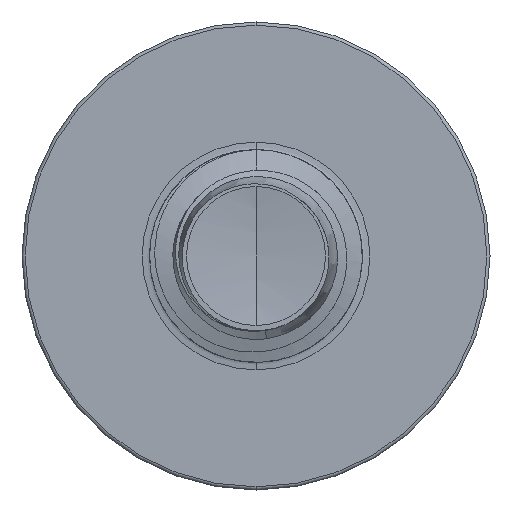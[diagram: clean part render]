
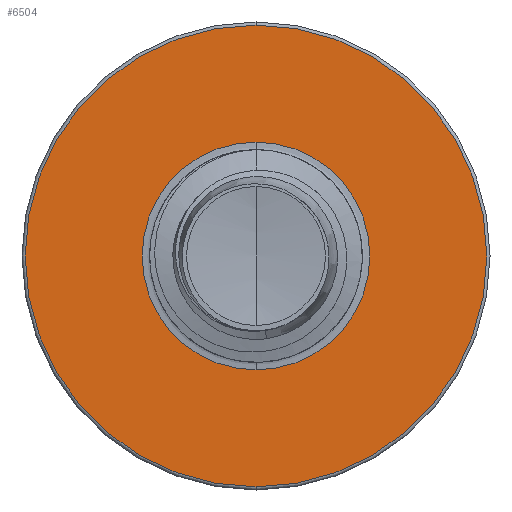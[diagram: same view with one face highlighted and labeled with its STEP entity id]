
A CAD part, front view. The second image highlights one B-rep face of the part: STEP entity #6504.
In plain terms, the highlighted planar face has unit normal (0, -1, 0).
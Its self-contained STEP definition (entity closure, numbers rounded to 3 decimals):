
#401 = AXIS2_PLACEMENT_3D ( 'NONE', #3682, #16945, #5575 ) ;
#1364 = CARTESIAN_POINT ( 'NONE',  ( 0., 11., -2.677 ) ) ;
#1899 = CIRCLE ( 'NONE', #4455, 2.677 ) ;
#2356 = EDGE_CURVE ( 'NONE', #8964, #9276, #2474, .T. ) ;
#2474 = CIRCLE ( 'NONE', #14171, 2.677 ) ;
#2640 = CARTESIAN_POINT ( 'NONE',  ( 0., 11., -5.425 ) ) ;
#2696 = VERTEX_POINT ( 'NONE', #2640 ) ;
#2900 = CIRCLE ( 'NONE', #401, 5.425 ) ;
#3412 = PLANE ( 'NONE',  #3707 ) ;
#3682 = CARTESIAN_POINT ( 'NONE',  ( 0., 11., 0. ) ) ;
#3707 = AXIS2_PLACEMENT_3D ( 'NONE', #12827, #16672, #5294 ) ;
#3764 = FACE_BOUND ( 'NONE', #16411, .T. ) ;
#4308 = DIRECTION ( 'NONE',  ( 0., 1., 0. ) ) ;
#4455 = AXIS2_PLACEMENT_3D ( 'NONE', #15660, #4308, #17587 ) ;
#5294 = DIRECTION ( 'NONE',  ( 0., 0., 1. ) ) ;
#5573 = EDGE_CURVE ( 'NONE', #2696, #13188, #2900, .T. ) ;
#5575 = DIRECTION ( 'NONE',  ( 0., 0., 1. ) ) ;
#5747 = CARTESIAN_POINT ( 'NONE',  ( 0., 11., 0. ) ) ;
#6106 = DIRECTION ( 'NONE',  ( 0., 1., 0. ) ) ;
#6504 = ADVANCED_FACE ( 'NONE', ( #14405, #3764 ), #3412, .F. ) ;
#7648 = DIRECTION ( 'NONE',  ( 0., 0., 1. ) ) ;
#8513 = CARTESIAN_POINT ( 'NONE',  ( 0., 11., 5.425 ) ) ;
#8964 = VERTEX_POINT ( 'NONE', #11873 ) ;
#9144 = ORIENTED_EDGE ( 'NONE', *, *, #5573, .F. ) ;
#9276 = VERTEX_POINT ( 'NONE', #1364 ) ;
#11055 = CIRCLE ( 'NONE', #11242, 5.425 ) ;
#11242 = AXIS2_PLACEMENT_3D ( 'NONE', #5747, #19060, #7648 ) ;
#11873 = CARTESIAN_POINT ( 'NONE',  ( 0., 11., 2.677 ) ) ;
#12827 = CARTESIAN_POINT ( 'NONE',  ( 0., 11., -2.677 ) ) ;
#13028 = ORIENTED_EDGE ( 'NONE', *, *, #23370, .T. ) ;
#13188 = VERTEX_POINT ( 'NONE', #8513 ) ;
#14171 = AXIS2_PLACEMENT_3D ( 'NONE', #17485, #6106, #19416 ) ;
#14405 = FACE_OUTER_BOUND ( 'NONE', #14816, .T. ) ;
#14816 = EDGE_LOOP ( 'NONE', ( #20222, #9144 ) ) ;
#15660 = CARTESIAN_POINT ( 'NONE',  ( 0., 11., 0. ) ) ;
#16411 = EDGE_LOOP ( 'NONE', ( #22155, #13028 ) ) ;
#16672 = DIRECTION ( 'NONE',  ( 0., 1., 0. ) ) ;
#16945 = DIRECTION ( 'NONE',  ( 0., 1., 0. ) ) ;
#17485 = CARTESIAN_POINT ( 'NONE',  ( 0., 11., 0. ) ) ;
#17587 = DIRECTION ( 'NONE',  ( 0., 0., 1. ) ) ;
#19060 = DIRECTION ( 'NONE',  ( 0., 1., 0. ) ) ;
#19416 = DIRECTION ( 'NONE',  ( 0., 0., 1. ) ) ;
#20222 = ORIENTED_EDGE ( 'NONE', *, *, #22295, .F. ) ;
#22155 = ORIENTED_EDGE ( 'NONE', *, *, #2356, .T. ) ;
#22295 = EDGE_CURVE ( 'NONE', #13188, #2696, #11055, .T. ) ;
#23370 = EDGE_CURVE ( 'NONE', #9276, #8964, #1899, .T. ) ;
